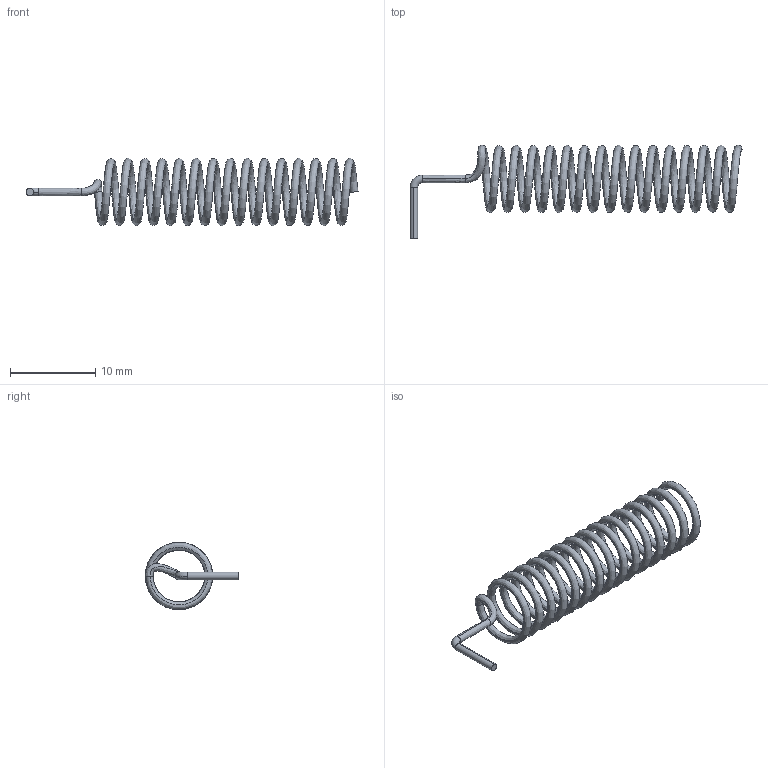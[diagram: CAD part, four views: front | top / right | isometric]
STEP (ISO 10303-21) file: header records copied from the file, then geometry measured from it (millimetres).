
FILE_DESCRIPTION (( 'STEP AP214' ), '1' );
FILE_NAME ('Coil_Antenna_90_deg_30x7.step', '2020-12-07T12:10:43+00:00', 'Stefan Hamminga', '', '', '', '');
FILE_SCHEMA (( 'AUTOMOTIVE_DESIGN' ));
Length unit declared in the file: millimetre
Products named in the file (1): Coil_Antenna_90_deg_30x7
Bounding box: 38.9 x 10.95 x 7.88 mm (x, y, z)
Volume: 222 mm3; surface area: 988.4 mm2
Topology: 1 solids, 1 shells, 12 faces, 26 edges, 16 vertices
Faces by surface type: bspline 6, torus 2, cylinder 2, plane 2
Entity records: 6146 total; most frequent: CARTESIAN_POINT 5867, DIRECTION 52, ORIENTED_EDGE 52, EDGE_CURVE 26, AXIS2_PLACEMENT_3D 25, CIRCLE 18, VERTEX_POINT 16, ADVANCED_FACE 12
